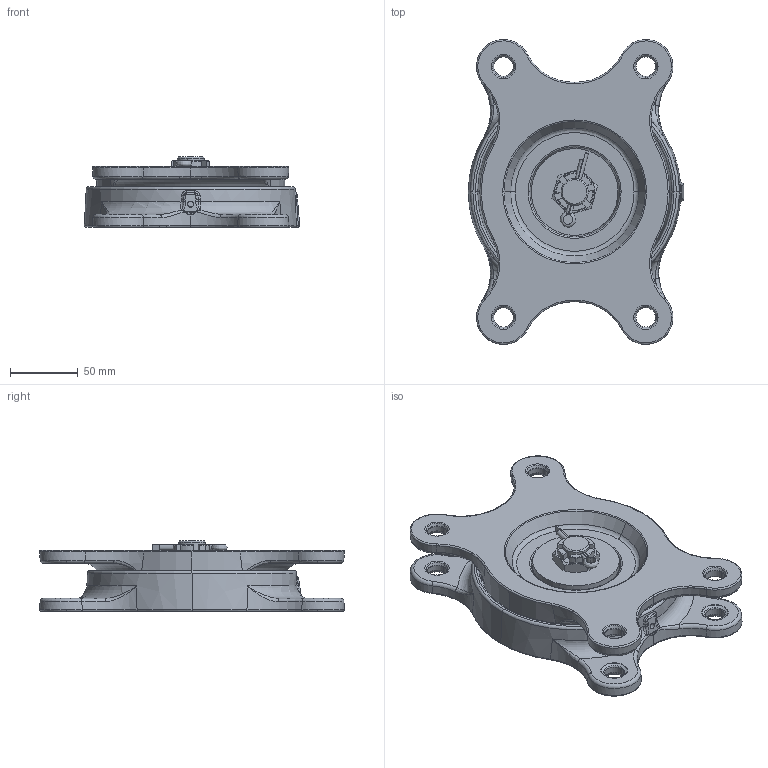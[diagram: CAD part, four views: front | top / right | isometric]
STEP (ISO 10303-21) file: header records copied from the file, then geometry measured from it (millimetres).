
FILE_DESCRIPTION (( 'STEP AP203' ), '1' );
FILE_NAME ('0011389_199_225x145.STEP', '2013-02-06T07:10:28', ( '' ), ( '' ), 'SwSTEP 2.0', 'SolidWorks 2012', '' );
FILE_SCHEMA (( 'CONFIG_CONTROL_DESIGN' ));
Length unit declared in the file: millimetre
Products named in the file (9): 0011389_199_225x145; Serie_199_Lagerdeckel_unten_ET_MODEL; Serie_199_KuLa_unten_ET_MODEL; Serie_199_Lagerdeckel_oben_ET_MODEL; Serie_199_KuLa_oben_ET_MODEL; Serie_199_Lagerscheibe_ET_MODEL; Serie_199_Senkschr_M20_ET_MODEL; Serie_199_DIN937_M20_ET_MODEL; Serie_199_Splint_M20_ET_MODEL
Assembly tree (6 placements, depth 2):
  0011389_199_225x145
    Serie_199_Splint_M20_ET_MODEL
    Serie_199_DIN937_M20_ET_MODEL
    Serie_199_Senkschr_M20_ET_MODEL
    Serie_199_Lagerscheibe_ET_MODEL
    Serie_199_Lagerdeckel_oben_ET_MODEL
    Serie_199_Lagerdeckel_unten_ET_MODEL
  Serie_199_KuLa_unten_ET_MODEL
  Serie_199_KuLa_oben_ET_MODEL
Bounding box: 158.86 x 224.81 x 52 mm (x, y, z)
Volume: 661715.2 mm3; surface area: 166063.5 mm2
Topology: 6 solids, 6 shells, 790 faces, 1897 edges, 1105 vertices
Faces by surface type: torus 239, bspline 193, plane 130, cone 123, cylinder 89, sphere 16
Entity records: 32173 total; most frequent: CARTESIAN_POINT 14298, ORIENTED_EDGE 3746, DIRECTION 3508, EDGE_CURVE 1873, AXIS2_PLACEMENT_3D 1603, VERTEX_POINT 1105, CIRCLE 997, EDGE_LOOP 828
